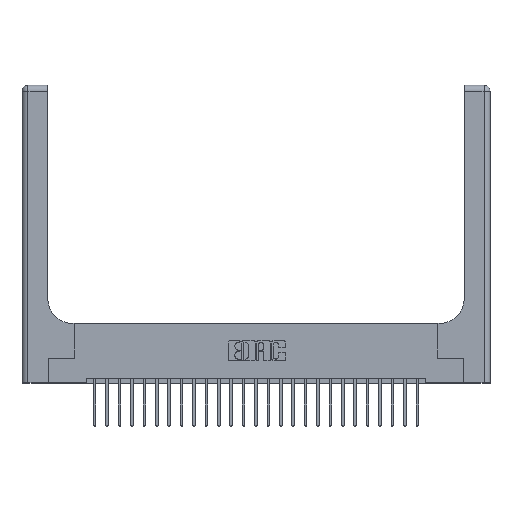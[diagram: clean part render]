
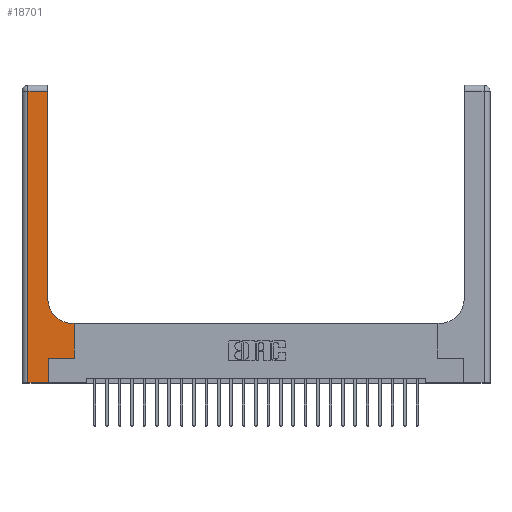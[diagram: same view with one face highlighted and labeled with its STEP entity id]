
A CAD part, top view. The second image highlights one B-rep face of the part: STEP entity #18701.
In plain terms, the highlighted planar face has unit normal (0, 0, 1).
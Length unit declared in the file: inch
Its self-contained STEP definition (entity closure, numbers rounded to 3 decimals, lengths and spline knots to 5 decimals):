
#34 = CARTESIAN_POINT ( 'NONE',  ( 0., 0., 0.37 ) ) ;
#385 = CARTESIAN_POINT ( 'NONE',  ( 0.26, 0.85, 0.37 ) ) ;
#394 = CARTESIAN_POINT ( 'NONE',  ( 0.265, 0., 0.37 ) ) ;
#521 = VECTOR ( 'NONE', #7442, 39.37008 ) ;
#555 = DIRECTION ( 'NONE',  ( 0., 0., -1. ) ) ;
#578 = DIRECTION ( 'NONE',  ( 0., 1., 0. ) ) ;
#659 = CARTESIAN_POINT ( 'NONE',  ( 0.26, 2.94, 0.37 ) ) ;
#1414 = PLANE ( 'NONE',  #9789 ) ;
#1983 = LINE ( 'NONE', #22796, #16678 ) ;
#2200 = ORIENTED_EDGE ( 'NONE', *, *, #6576, .T. ) ;
#2320 = DIRECTION ( 'NONE',  ( 1., 0., 0. ) ) ;
#2956 = LINE ( 'NONE', #23131, #22724 ) ;
#3357 = CARTESIAN_POINT ( 'NONE',  ( 0.265, 0., 0.37 ) ) ;
#3988 = VECTOR ( 'NONE', #19062, 39.37008 ) ;
#4369 = VERTEX_POINT ( 'NONE', #15424 ) ;
#4378 = ORIENTED_EDGE ( 'NONE', *, *, #16135, .T. ) ;
#4910 = LINE ( 'NONE', #5643, #20502 ) ;
#5403 = EDGE_CURVE ( 'NONE', #4369, #6268, #1983, .T. ) ;
#5577 = EDGE_CURVE ( 'NONE', #6268, #6088, #13648, .T. ) ;
#5643 = CARTESIAN_POINT ( 'NONE',  ( 0.06, 3., 0.37 ) ) ;
#6088 = VERTEX_POINT ( 'NONE', #15406 ) ;
#6161 = EDGE_LOOP ( 'NONE', ( #8979, #11076, #2200, #22318, #22432, #7128, #23301, #22029, #4378 ) ) ;
#6268 = VERTEX_POINT ( 'NONE', #8415 ) ;
#6576 = EDGE_CURVE ( 'NONE', #8607, #16984, #4910, .T. ) ;
#6886 = FACE_OUTER_BOUND ( 'NONE', #6161, .T. ) ;
#7128 = ORIENTED_EDGE ( 'NONE', *, *, #5403, .T. ) ;
#7442 = DIRECTION ( 'NONE',  ( 0., 1., 0. ) ) ;
#8235 = VECTOR ( 'NONE', #578, 39.37008 ) ;
#8415 = CARTESIAN_POINT ( 'NONE',  ( 0.528, 0.25, 0.37 ) ) ;
#8607 = VERTEX_POINT ( 'NONE', #16077 ) ;
#8799 = AXIS2_PLACEMENT_3D ( 'NONE', #17722, #555, #2320 ) ;
#8979 = ORIENTED_EDGE ( 'NONE', *, *, #12591, .T. ) ;
#9302 = DIRECTION ( 'NONE',  ( 1., 0., 0. ) ) ;
#9789 = AXIS2_PLACEMENT_3D ( 'NONE', #24143, #18497, #16501 ) ;
#10877 = VECTOR ( 'NONE', #15574, 39.37008 ) ;
#11076 = ORIENTED_EDGE ( 'NONE', *, *, #21394, .T. ) ;
#12591 = EDGE_CURVE ( 'NONE', #20360, #21729, #15823, .T. ) ;
#12640 = VERTEX_POINT ( 'NONE', #3357 ) ;
#12831 = DIRECTION ( 'NONE',  ( -1., 0., 0. ) ) ;
#12857 = EDGE_CURVE ( 'NONE', #6088, #17883, #2956, .T. ) ;
#13544 = DIRECTION ( 'NONE',  ( -1., 0., 0. ) ) ;
#13574 = LINE ( 'NONE', #394, #10877 ) ;
#13615 = CARTESIAN_POINT ( 'NONE',  ( 0.06, 0., 0.37 ) ) ;
#13648 = LINE ( 'NONE', #21793, #8235 ) ;
#15406 = CARTESIAN_POINT ( 'NONE',  ( 0.528, 0.6, 0.37 ) ) ;
#15424 = CARTESIAN_POINT ( 'NONE',  ( 0.265, 0.25, 0.37 ) ) ;
#15574 = DIRECTION ( 'NONE',  ( 0., 1., 0. ) ) ;
#15823 = LINE ( 'NONE', #18933, #521 ) ;
#16077 = CARTESIAN_POINT ( 'NONE',  ( 0.06, 2.94, 0.37 ) ) ;
#16135 = EDGE_CURVE ( 'NONE', #17883, #20360, #23233, .T. ) ;
#16501 = DIRECTION ( 'NONE',  ( -1., 0., 0. ) ) ;
#16678 = VECTOR ( 'NONE', #9302, 39.37008 ) ;
#16984 = VERTEX_POINT ( 'NONE', #13615 ) ;
#17722 = CARTESIAN_POINT ( 'NONE',  ( 0.51, 0.85, 0.37 ) ) ;
#17883 = VERTEX_POINT ( 'NONE', #19713 ) ;
#18497 = DIRECTION ( 'NONE',  ( 0., 0., -1. ) ) ;
#18701 = ADVANCED_FACE ( 'NONE', ( #6886 ), #1414, .F. ) ;
#18933 = CARTESIAN_POINT ( 'NONE',  ( 0.26, 3., 0.37 ) ) ;
#19062 = DIRECTION ( 'NONE',  ( 1., 0., 0. ) ) ;
#19713 = CARTESIAN_POINT ( 'NONE',  ( 0.51, 0.6, 0.37 ) ) ;
#20360 = VERTEX_POINT ( 'NONE', #385 ) ;
#20502 = VECTOR ( 'NONE', #21077, 39.37008 ) ;
#21077 = DIRECTION ( 'NONE',  ( 0., -1., 0. ) ) ;
#21394 = EDGE_CURVE ( 'NONE', #21729, #8607, #24823, .T. ) ;
#21729 = VERTEX_POINT ( 'NONE', #659 ) ;
#21793 = CARTESIAN_POINT ( 'NONE',  ( 0.528, 0.25, 0.37 ) ) ;
#22029 = ORIENTED_EDGE ( 'NONE', *, *, #12857, .T. ) ;
#22231 = EDGE_CURVE ( 'NONE', #12640, #4369, #13574, .T. ) ;
#22318 = ORIENTED_EDGE ( 'NONE', *, *, #22459, .T. ) ;
#22432 = ORIENTED_EDGE ( 'NONE', *, *, #22231, .T. ) ;
#22459 = EDGE_CURVE ( 'NONE', #16984, #12640, #24097, .T. ) ;
#22724 = VECTOR ( 'NONE', #13544, 39.37008 ) ;
#22796 = CARTESIAN_POINT ( 'NONE',  ( 0.265, 0.25, 0.37 ) ) ;
#22998 = VECTOR ( 'NONE', #12831, 39.37008 ) ;
#23131 = CARTESIAN_POINT ( 'NONE',  ( 0.26, 0.6, 0.37 ) ) ;
#23233 = CIRCLE ( 'NONE', #8799, 0.25 ) ;
#23301 = ORIENTED_EDGE ( 'NONE', *, *, #5577, .T. ) ;
#24097 = LINE ( 'NONE', #34, #3988 ) ;
#24143 = CARTESIAN_POINT ( 'NONE',  ( 0., 3., 0.37 ) ) ;
#24516 = CARTESIAN_POINT ( 'NONE',  ( 0., 2.94, 0.37 ) ) ;
#24823 = LINE ( 'NONE', #24516, #22998 ) ;
